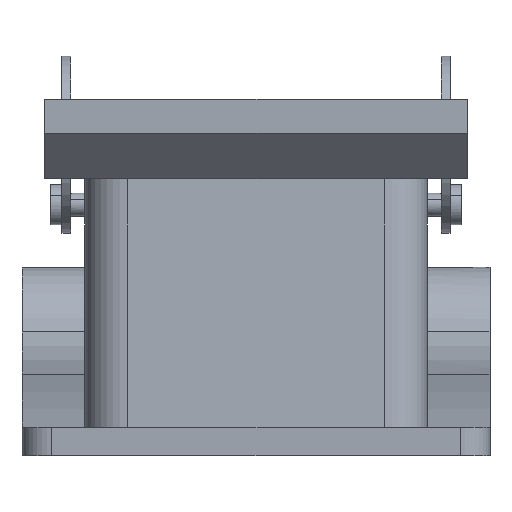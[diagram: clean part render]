
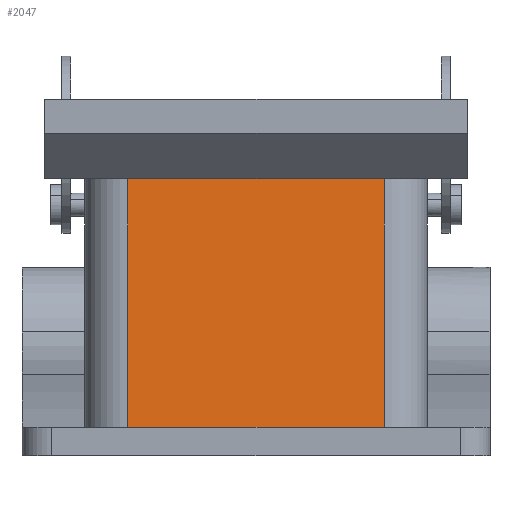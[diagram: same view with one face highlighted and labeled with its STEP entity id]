
A CAD part, left-side view. The second image highlights one B-rep face of the part: STEP entity #2047.
In plain terms, the highlighted planar face has unit normal (-0.999, 0, 0.044).
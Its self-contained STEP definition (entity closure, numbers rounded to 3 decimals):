
#2034=AXIS2_PLACEMENT_3D('Plane Axis2P3D',#2031,#2032,#2033) ;
#798=CARTESIAN_POINT('Vertex',(17.601,18.5,5.)) ;
#801=CARTESIAN_POINT('Line Origine',(17.601,41.,5.)) ;
#805=CARTESIAN_POINT('Vertex',(17.601,63.5,5.)) ;
#1226=CARTESIAN_POINT('Line Origine',(19.5,41.,48.5)) ;
#1230=CARTESIAN_POINT('Vertex',(19.5,63.5,48.5)) ;
#1232=CARTESIAN_POINT('Vertex',(19.5,18.5,48.5)) ;
#2019=CARTESIAN_POINT('Line Origine',(18.492,18.5,25.414)) ;
#2031=CARTESIAN_POINT('Axis2P3D Location',(19.5,41.,48.5)) ;
#2036=CARTESIAN_POINT('Line Origine',(18.55,63.5,26.75)) ;
#802=DIRECTION('Vector Direction',(0.,1.,0.)) ;
#1227=DIRECTION('Vector Direction',(0.,1.,0.)) ;
#2020=DIRECTION('Vector Direction',(0.044,0.,0.999)) ;
#2032=DIRECTION('Axis2P3D Direction',(-0.999,0.,0.044)) ;
#2033=DIRECTION('Axis2P3D XDirection',(0.,1.,0.)) ;
#2037=DIRECTION('Vector Direction',(-0.044,0.,-0.999)) ;
#803=VECTOR('Line Direction',#802,1.) ;
#1228=VECTOR('Line Direction',#1227,1.) ;
#2021=VECTOR('Line Direction',#2020,1.) ;
#2038=VECTOR('Line Direction',#2037,1.) ;
#2042=ORIENTED_EDGE('',*,*,#2023,.F.) ;
#2043=ORIENTED_EDGE('',*,*,#1234,.F.) ;
#2044=ORIENTED_EDGE('',*,*,#2040,.F.) ;
#2045=ORIENTED_EDGE('',*,*,#807,.F.) ;
#2047=ADVANCED_FACE('Housing',(#2046),#2035,.T.) ;
#807=EDGE_CURVE('',#799,#806,#804,.T.) ;
#1234=EDGE_CURVE('',#1231,#1233,#1229,.F.) ;
#2023=EDGE_CURVE('',#1233,#799,#2022,.F.) ;
#2040=EDGE_CURVE('',#806,#1231,#2039,.F.) ;
#2041=EDGE_LOOP('',(#2042,#2043,#2044,#2045)) ;
#2046=FACE_OUTER_BOUND('',#2041,.T.) ;
#804=LINE('Line',#801,#803) ;
#1229=LINE('Line',#1226,#1228) ;
#2022=LINE('Line',#2019,#2021) ;
#2039=LINE('Line',#2036,#2038) ;
#2035=PLANE('',#2034) ;
#799=VERTEX_POINT('',#798) ;
#806=VERTEX_POINT('',#805) ;
#1231=VERTEX_POINT('',#1230) ;
#1233=VERTEX_POINT('',#1232) ;
